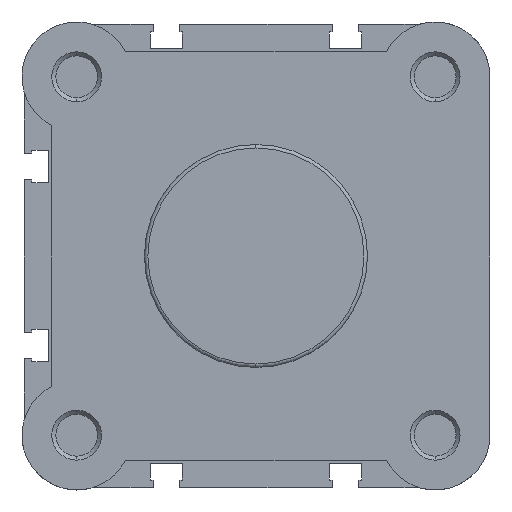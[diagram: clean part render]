
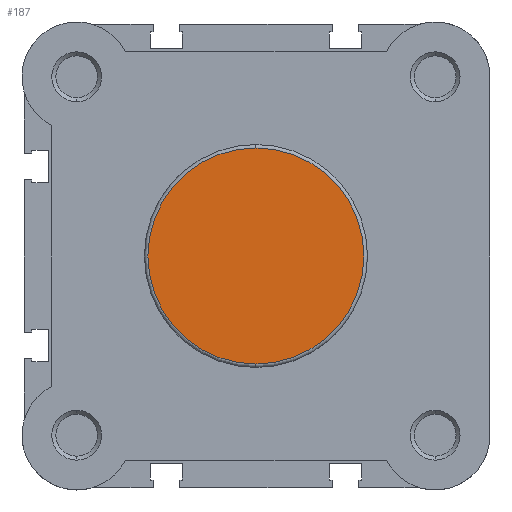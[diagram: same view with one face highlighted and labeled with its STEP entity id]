
A CAD part, left-side view. The second image highlights one B-rep face of the part: STEP entity #187.
In plain terms, the highlighted planar face has unit normal (-1, 0, 0).
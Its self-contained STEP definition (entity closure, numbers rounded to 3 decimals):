
#45 = VERTEX_POINT ( 'NONE', #4679 ) ;
#51 = VERTEX_POINT ( 'NONE', #4685 ) ;
#187 = ADVANCED_FACE ( 'NONE', ( #2137 ), #5143, .F. ) ;
#691 = CIRCLE ( 'NONE', #1933, 21.7 ) ;
#1171 = EDGE_CURVE ( 'NONE', #45, #51, #2591, .T. ) ;
#1454 = EDGE_CURVE ( 'NONE', #51, #45, #691, .T. ) ;
#1662 = AXIS2_PLACEMENT_3D ( 'NONE', #5134, #5151, #5152 ) ;
#1823 = AXIS2_PLACEMENT_3D ( 'NONE', #3072, #3077, #3078 ) ;
#1933 = AXIS2_PLACEMENT_3D ( 'NONE', #3790, #3792, #3793 ) ;
#2137 = FACE_OUTER_BOUND ( 'NONE', #4256, .T. ) ;
#2591 = CIRCLE ( 'NONE', #1823, 21.7 ) ;
#3072 = CARTESIAN_POINT ( 'NONE',  ( 0., 0., 0. ) ) ;
#3077 = DIRECTION ( 'NONE',  ( -1., 0., 0. ) ) ;
#3078 = DIRECTION ( 'NONE',  ( 0., 0., -1. ) ) ;
#3790 = CARTESIAN_POINT ( 'NONE',  ( 0., 0., 0. ) ) ;
#3792 = DIRECTION ( 'NONE',  ( -1., 0., 0. ) ) ;
#3793 = DIRECTION ( 'NONE',  ( 0., 0., -1. ) ) ;
#4256 = EDGE_LOOP ( 'NONE', ( #5846, #5845 ) ) ;
#4679 = CARTESIAN_POINT ( 'NONE',  ( 0., 0., -21.7 ) ) ;
#4685 = CARTESIAN_POINT ( 'NONE',  ( 0., 0., 21.7 ) ) ;
#5134 = CARTESIAN_POINT ( 'NONE',  ( 0., 22.4, 0. ) ) ;
#5143 = PLANE ( 'NONE',  #1662 ) ;
#5151 = DIRECTION ( 'NONE',  ( 1., 0., 0. ) ) ;
#5152 = DIRECTION ( 'NONE',  ( 0., 0., -1. ) ) ;
#5845 = ORIENTED_EDGE ( 'NONE', *, *, #1454, .T. ) ;
#5846 = ORIENTED_EDGE ( 'NONE', *, *, #1171, .T. ) ;
